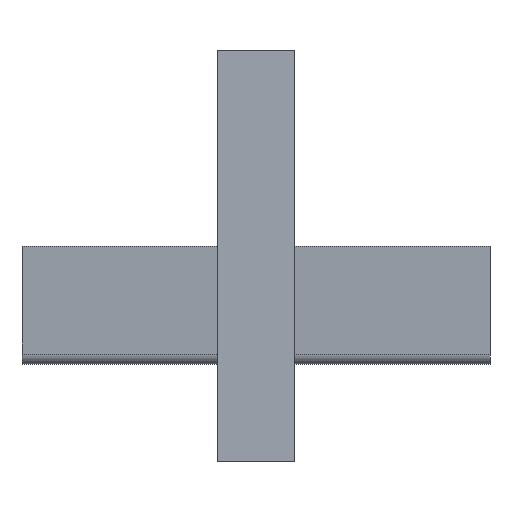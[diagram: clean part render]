
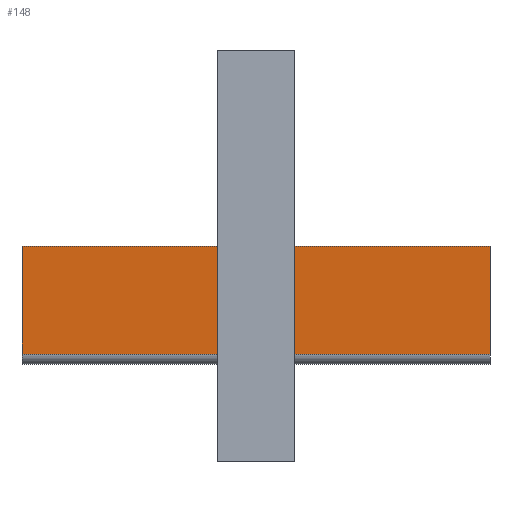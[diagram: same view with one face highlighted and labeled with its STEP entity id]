
A CAD part, front view. The second image highlights one B-rep face of the part: STEP entity #148.
In plain terms, the highlighted face is planar.
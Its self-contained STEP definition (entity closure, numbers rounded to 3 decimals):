
#1 = VECTOR ( 'NONE', #440, 1000. ) ;
#10 = DIRECTION ( 'NONE',  ( -1., 0., 0. ) ) ;
#17 = VECTOR ( 'NONE', #426, 1000. ) ;
#53 = VERTEX_POINT ( 'NONE', #384 ) ;
#82 = DIRECTION ( 'NONE',  ( 1., 0., 0. ) ) ;
#85 = LINE ( 'NONE', #313, #187 ) ;
#102 = EDGE_CURVE ( 'NONE', #298, #394, #319, .T. ) ;
#107 = PLANE ( 'NONE',  #322 ) ;
#108 = EDGE_CURVE ( 'NONE', #256, #53, #129, .T. ) ;
#129 = LINE ( 'NONE', #188, #1 ) ;
#148 = ADVANCED_FACE ( 'NONE', ( #424 ), #107, .F. ) ;
#159 = ORIENTED_EDGE ( 'NONE', *, *, #248, .F. ) ;
#171 = CARTESIAN_POINT ( 'NONE',  ( -300., -30., 650. ) ) ;
#174 = DIRECTION ( 'NONE',  ( 1., 0., 0. ) ) ;
#187 = VECTOR ( 'NONE', #174, 1000. ) ;
#188 = CARTESIAN_POINT ( 'NONE',  ( 0., -30., 650. ) ) ;
#210 = DIRECTION ( 'NONE',  ( 0., 1., 0. ) ) ;
#214 = CARTESIAN_POINT ( 'NONE',  ( 0., -30., 650. ) ) ;
#218 = EDGE_CURVE ( 'NONE', #394, #53, #85, .T. ) ;
#248 = EDGE_CURVE ( 'NONE', #298, #256, #329, .T. ) ;
#253 = CARTESIAN_POINT ( 'NONE',  ( -300., -30., 650. ) ) ;
#256 = VERTEX_POINT ( 'NONE', #328 ) ;
#298 = VERTEX_POINT ( 'NONE', #253 ) ;
#313 = CARTESIAN_POINT ( 'NONE',  ( 0., -30., -650. ) ) ;
#319 = LINE ( 'NONE', #171, #17 ) ;
#321 = CARTESIAN_POINT ( 'NONE',  ( 0., -30., 650. ) ) ;
#322 = AXIS2_PLACEMENT_3D ( 'NONE', #214, #210, #10 ) ;
#328 = CARTESIAN_POINT ( 'NONE',  ( 0., -30., 650. ) ) ;
#329 = LINE ( 'NONE', #321, #333 ) ;
#333 = VECTOR ( 'NONE', #82, 1000. ) ;
#336 = CARTESIAN_POINT ( 'NONE',  ( -300., -30., -650. ) ) ;
#340 = ORIENTED_EDGE ( 'NONE', *, *, #108, .F. ) ;
#358 = EDGE_LOOP ( 'NONE', ( #420, #340, #159, #448 ) ) ;
#384 = CARTESIAN_POINT ( 'NONE',  ( 0., -30., -650. ) ) ;
#394 = VERTEX_POINT ( 'NONE', #336 ) ;
#420 = ORIENTED_EDGE ( 'NONE', *, *, #218, .T. ) ;
#424 = FACE_OUTER_BOUND ( 'NONE', #358, .T. ) ;
#426 = DIRECTION ( 'NONE',  ( 0., 0., -1. ) ) ;
#440 = DIRECTION ( 'NONE',  ( 0., 0., -1. ) ) ;
#448 = ORIENTED_EDGE ( 'NONE', *, *, #102, .T. ) ;
